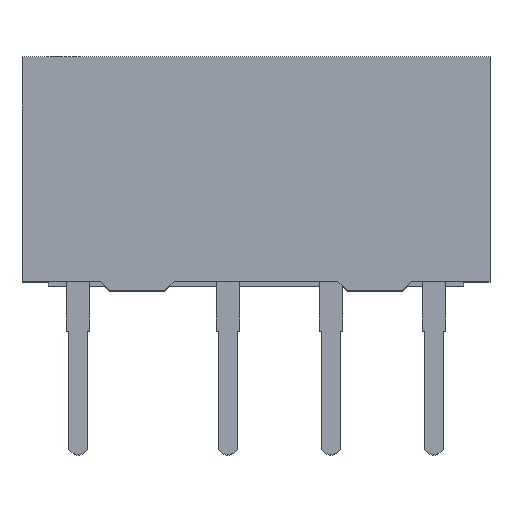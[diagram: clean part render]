
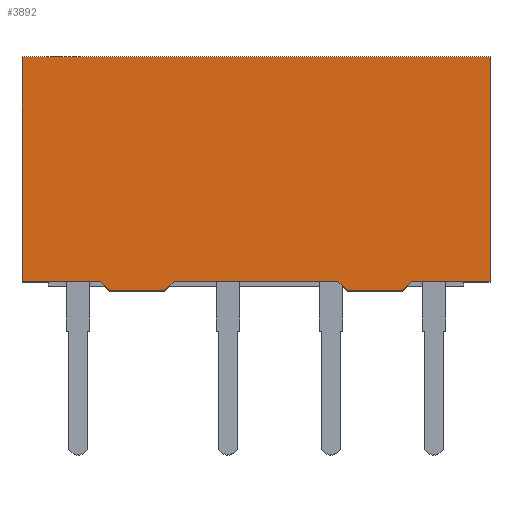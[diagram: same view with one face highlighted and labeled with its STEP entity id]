
A CAD part, top view. The second image highlights one B-rep face of the part: STEP entity #3892.
In plain terms, the highlighted planar face has unit normal (0, 0, 1).
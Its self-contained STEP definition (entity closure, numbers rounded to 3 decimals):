
#136 = DIRECTION ( 'NONE',  ( -0.707, -0.707, 0. ) ) ;
#166 = DIRECTION ( 'NONE',  ( -1., 0., 0. ) ) ;
#241 = CARTESIAN_POINT ( 'NONE',  ( 8.8, 5., 0.71 ) ) ;
#303 = ORIENTED_EDGE ( 'NONE', *, *, #1854, .F. ) ;
#320 = CARTESIAN_POINT ( 'NONE',  ( -1.2, 5., 0.71 ) ) ;
#325 = LINE ( 'NONE', #648, #2880 ) ;
#386 = VECTOR ( 'NONE', #621, 1000. ) ;
#408 = DIRECTION ( 'NONE',  ( 0., 0., -1. ) ) ;
#464 = LINE ( 'NONE', #3044, #1450 ) ;
#494 = EDGE_CURVE ( 'NONE', #1876, #2515, #2120, .T. ) ;
#528 = ORIENTED_EDGE ( 'NONE', *, *, #2711, .T. ) ;
#556 = VERTEX_POINT ( 'NONE', #241 ) ;
#567 = VERTEX_POINT ( 'NONE', #4165 ) ;
#621 = DIRECTION ( 'NONE',  ( 0., 1., 0. ) ) ;
#641 = EDGE_CURVE ( 'NONE', #567, #1876, #325, .T. ) ;
#648 = CARTESIAN_POINT ( 'NONE',  ( 0.67, 0., 0.71 ) ) ;
#698 = CARTESIAN_POINT ( 'NONE',  ( 7.13, 0.2, 0.71 ) ) ;
#732 = CARTESIAN_POINT ( 'NONE',  ( 8.8, 0.2, 0.71 ) ) ;
#927 = CARTESIAN_POINT ( 'NONE',  ( -1.2, 5., 0.71 ) ) ;
#941 = LINE ( 'NONE', #2501, #1990 ) ;
#981 = VECTOR ( 'NONE', #3119, 1000. ) ;
#989 = VECTOR ( 'NONE', #3553, 1000. ) ;
#1014 = DIRECTION ( 'NONE',  ( -1., 0., 0. ) ) ;
#1017 = LINE ( 'NONE', #2628, #3611 ) ;
#1041 = CARTESIAN_POINT ( 'NONE',  ( -1.2, 5., 0.71 ) ) ;
#1128 = CARTESIAN_POINT ( 'NONE',  ( 5.75, 0., 0.71 ) ) ;
#1238 = EDGE_CURVE ( 'NONE', #2976, #3776, #1326, .T. ) ;
#1264 = AXIS2_PLACEMENT_3D ( 'NONE', #1041, #408, #2333 ) ;
#1290 = DIRECTION ( 'NONE',  ( 0., 1., 0. ) ) ;
#1299 = ORIENTED_EDGE ( 'NONE', *, *, #494, .F. ) ;
#1326 = LINE ( 'NONE', #3602, #2059 ) ;
#1441 = CARTESIAN_POINT ( 'NONE',  ( 5.55, 0.2, 0.71 ) ) ;
#1442 = ORIENTED_EDGE ( 'NONE', *, *, #4112, .F. ) ;
#1449 = VERTEX_POINT ( 'NONE', #1489 ) ;
#1450 = VECTOR ( 'NONE', #136, 1000. ) ;
#1489 = CARTESIAN_POINT ( 'NONE',  ( 2.05, 0.2, 0.71 ) ) ;
#1516 = VECTOR ( 'NONE', #1912, 1000. ) ;
#1642 = VECTOR ( 'NONE', #1702, 1000. ) ;
#1702 = DIRECTION ( 'NONE',  ( -0.707, 0.707, 0. ) ) ;
#1769 = CARTESIAN_POINT ( 'NONE',  ( -1.2, 0., 0.71 ) ) ;
#1772 = CARTESIAN_POINT ( 'NONE',  ( 1.85, 0., 0.71 ) ) ;
#1777 = ORIENTED_EDGE ( 'NONE', *, *, #1981, .F. ) ;
#1805 = CARTESIAN_POINT ( 'NONE',  ( 7.13, 0.2, 0.71 ) ) ;
#1820 = CARTESIAN_POINT ( 'NONE',  ( -1.2, 0.2, 0.71 ) ) ;
#1854 = EDGE_CURVE ( 'NONE', #3263, #1449, #2922, .T. ) ;
#1876 = VERTEX_POINT ( 'NONE', #2891 ) ;
#1912 = DIRECTION ( 'NONE',  ( 1., 0., 0. ) ) ;
#1936 = DIRECTION ( 'NONE',  ( -0.707, 0.707, 0. ) ) ;
#1949 = CARTESIAN_POINT ( 'NONE',  ( -1.2, 5., 0.71 ) ) ;
#1981 = EDGE_CURVE ( 'NONE', #3776, #3263, #2389, .T. ) ;
#1990 = VECTOR ( 'NONE', #1290, 1000. ) ;
#2059 = VECTOR ( 'NONE', #1014, 1000. ) ;
#2110 = LINE ( 'NONE', #1769, #2807 ) ;
#2120 = LINE ( 'NONE', #1820, #981 ) ;
#2161 = EDGE_CURVE ( 'NONE', #3907, #567, #2110, .T. ) ;
#2176 = ORIENTED_EDGE ( 'NONE', *, *, #641, .F. ) ;
#2182 = ORIENTED_EDGE ( 'NONE', *, *, #1238, .F. ) ;
#2266 = LINE ( 'NONE', #698, #989 ) ;
#2333 = DIRECTION ( 'NONE',  ( -1., 0., 0. ) ) ;
#2389 = LINE ( 'NONE', #1128, #1642 ) ;
#2433 = EDGE_CURVE ( 'NONE', #1449, #3907, #464, .T. ) ;
#2501 = CARTESIAN_POINT ( 'NONE',  ( 8.8, 5., 0.71 ) ) ;
#2515 = VERTEX_POINT ( 'NONE', #3190 ) ;
#2556 = EDGE_CURVE ( 'NONE', #4082, #556, #4125, .T. ) ;
#2628 = CARTESIAN_POINT ( 'NONE',  ( -1.2, 0.2, 0.71 ) ) ;
#2653 = PLANE ( 'NONE',  #1264 ) ;
#2711 = EDGE_CURVE ( 'NONE', #3111, #556, #941, .T. ) ;
#2781 = ORIENTED_EDGE ( 'NONE', *, *, #2870, .F. ) ;
#2807 = VECTOR ( 'NONE', #166, 1000. ) ;
#2840 = EDGE_CURVE ( 'NONE', #3111, #3723, #1017, .T. ) ;
#2870 = EDGE_CURVE ( 'NONE', #3723, #2976, #2266, .T. ) ;
#2880 = VECTOR ( 'NONE', #1936, 1000. ) ;
#2891 = CARTESIAN_POINT ( 'NONE',  ( 0.47, 0.2, 0.71 ) ) ;
#2922 = LINE ( 'NONE', #3284, #3538 ) ;
#2976 = VERTEX_POINT ( 'NONE', #3675 ) ;
#3001 = DIRECTION ( 'NONE',  ( -1., 0., 0. ) ) ;
#3044 = CARTESIAN_POINT ( 'NONE',  ( 2.05, 0.2, 0.71 ) ) ;
#3111 = VERTEX_POINT ( 'NONE', #732 ) ;
#3112 = ORIENTED_EDGE ( 'NONE', *, *, #2433, .F. ) ;
#3119 = DIRECTION ( 'NONE',  ( -1., 0., 0. ) ) ;
#3190 = CARTESIAN_POINT ( 'NONE',  ( -1.2, 0.2, 0.71 ) ) ;
#3251 = CARTESIAN_POINT ( 'NONE',  ( 5.75, 0., 0.71 ) ) ;
#3263 = VERTEX_POINT ( 'NONE', #1441 ) ;
#3284 = CARTESIAN_POINT ( 'NONE',  ( -1.2, 0.2, 0.71 ) ) ;
#3286 = EDGE_LOOP ( 'NONE', ( #2176, #3940, #3112, #303, #1777, #2182, #2781, #4043, #528, #4175, #1442, #1299 ) ) ;
#3350 = FACE_OUTER_BOUND ( 'NONE', #3286, .T. ) ;
#3538 = VECTOR ( 'NONE', #4139, 1000. ) ;
#3553 = DIRECTION ( 'NONE',  ( -0.707, -0.707, 0. ) ) ;
#3602 = CARTESIAN_POINT ( 'NONE',  ( -1.2, 0., 0.71 ) ) ;
#3611 = VECTOR ( 'NONE', #3001, 1000. ) ;
#3675 = CARTESIAN_POINT ( 'NONE',  ( 6.93, 0., 0.71 ) ) ;
#3723 = VERTEX_POINT ( 'NONE', #1805 ) ;
#3776 = VERTEX_POINT ( 'NONE', #3251 ) ;
#3828 = LINE ( 'NONE', #320, #386 ) ;
#3892 = ADVANCED_FACE ( 'NONE', ( #3350 ), #2653, .F. ) ;
#3907 = VERTEX_POINT ( 'NONE', #1772 ) ;
#3940 = ORIENTED_EDGE ( 'NONE', *, *, #2161, .F. ) ;
#4043 = ORIENTED_EDGE ( 'NONE', *, *, #2840, .F. ) ;
#4082 = VERTEX_POINT ( 'NONE', #1949 ) ;
#4112 = EDGE_CURVE ( 'NONE', #2515, #4082, #3828, .T. ) ;
#4125 = LINE ( 'NONE', #927, #1516 ) ;
#4139 = DIRECTION ( 'NONE',  ( -1., 0., 0. ) ) ;
#4165 = CARTESIAN_POINT ( 'NONE',  ( 0.67, 0., 0.71 ) ) ;
#4175 = ORIENTED_EDGE ( 'NONE', *, *, #2556, .F. ) ;
